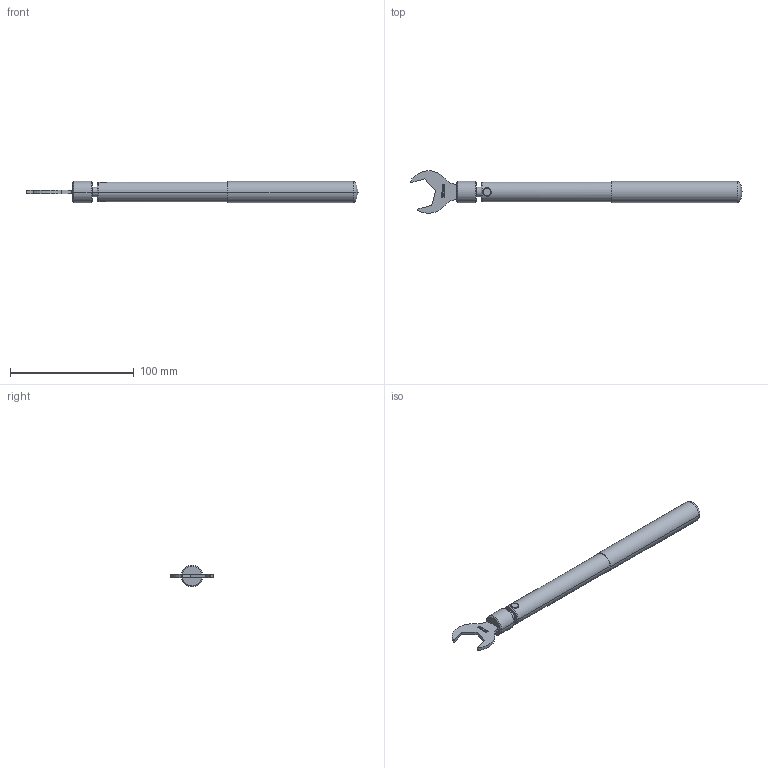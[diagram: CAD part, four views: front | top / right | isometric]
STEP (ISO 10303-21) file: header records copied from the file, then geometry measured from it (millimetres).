
FILE_DESCRIPTION (( 'STEP AP214' ), '1' );
FILE_NAME ('ST-4195_3D.step', '2023-04-05T18:36:44', ( '' ), ( '' ), 'SwSTEP 2.0', 'SolidWorks 2022', '' );
FILE_SCHEMA (( 'AUTOMOTIVE_DESIGN' ));
Length unit declared in the file: inch
Products named in the file (1): ST-4195_3D
Bounding box: 268.01 x 34.21 x 17.46 mm (x, y, z)
Volume: 50208 mm3; surface area: 14707.4 mm2
Topology: 2 solids, 2 shells, 130 faces, 348 edges, 226 vertices
Faces by surface type: plane 52, bspline 38, cylinder 26, cone 10, sphere 2, torus 2
Entity records: 9550 total; most frequent: CARTESIAN_POINT 6487, ORIENTED_EDGE 696, DIRECTION 501, EDGE_CURVE 348, VERTEX_POINT 226, LINE 189, VECTOR 189, AXIS2_PLACEMENT_3D 156
